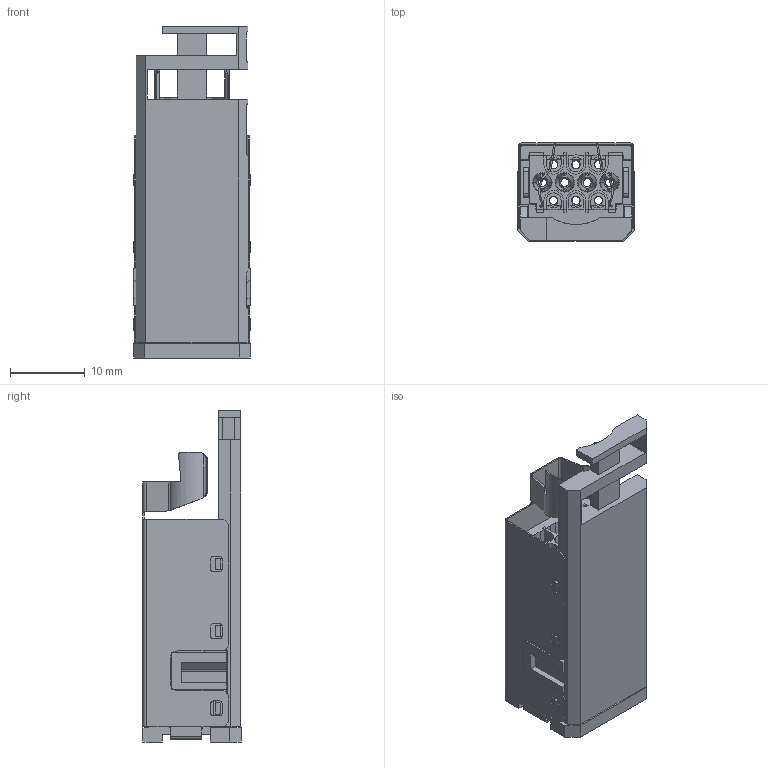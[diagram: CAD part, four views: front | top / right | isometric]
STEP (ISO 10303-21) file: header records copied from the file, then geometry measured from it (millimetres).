
FILE_DESCRIPTION(('CATIA V5 STEP Exchange','CAx-IF Rec.Pracs.--- Model Styling and Organization---1.4--- 2014-01-23'),'2;1');
FILE_NAME ('005456-3_0_1069010000_1069010000.stp','2022-03-17T10:02:58+00:00',('none'),('Weidmueller'),'CATIA Version 5-6 Release 2016 SP3 HF44','CATIA V5 STEP AP214','none');
FILE_SCHEMA(('AUTOMOTIVE_DESIGN { 1 0 10303 214 1 1 1 1 }'));
Length unit declared in the file: millimetre
Products named in the file (1): 1069010000
Bounding box: 15.6 x 13.15 x 44.5 mm (x, y, z)
Volume: 3696.9 mm3; surface area: 8726.5 mm2
Topology: 4 solids, 4 shells, 1022 faces, 2730 edges, 1731 vertices
Faces by surface type: plane 607, cylinder 291, cone 92, bspline 28, extrusion 4
Entity records: 29986 total; most frequent: CARTESIAN_POINT 6474, ORIENTED_EDGE 5460, DIRECTION 3788, EDGE_CURVE 2730, VECTOR 1852, LINE 1848, VERTEX_POINT 1731, AXIS2_PLACEMENT_3D 1321
